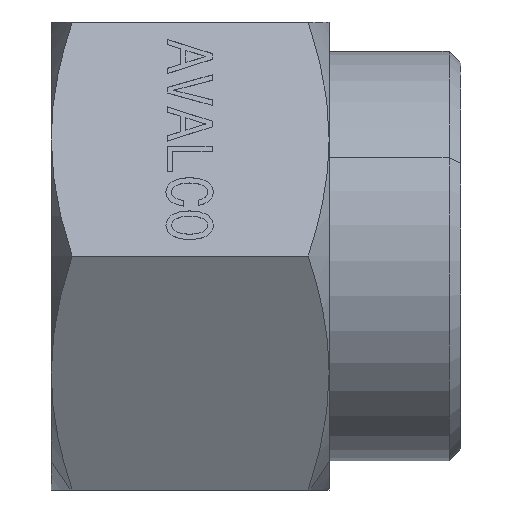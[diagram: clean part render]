
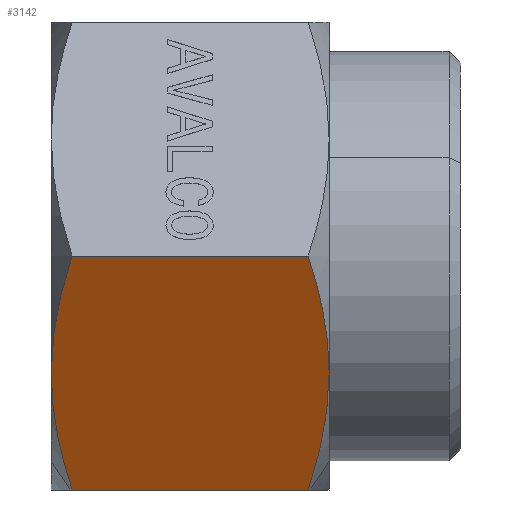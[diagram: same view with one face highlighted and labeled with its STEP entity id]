
A CAD part, left-side view. The second image highlights one B-rep face of the part: STEP entity #3142.
In plain terms, the highlighted planar face has unit normal (-0.866, 0, -0.5).
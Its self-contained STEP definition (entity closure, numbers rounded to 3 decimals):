
#197=CARTESIAN_POINT('Vertex',(-9.238,26.571,-16.)) ;
#272=CARTESIAN_POINT('Vertex',(-9.238,10.429,-16.)) ;
#275=CARTESIAN_POINT('Line Origine',(-9.238,18.5,-16.)) ;
#1074=CARTESIAN_POINT('Vertex',(-13.856,9.,-8.)) ;
#1078=CARTESIAN_POINT('Control Point',(-13.856,9.,-8.)) ;
#1079=CARTESIAN_POINT('Control Point',(-12.715,9.,-9.977)) ;
#1080=CARTESIAN_POINT('Control Point',(-11.574,9.251,-11.954)) ;
#1081=CARTESIAN_POINT('Control Point',(-10.408,9.754,-13.973)) ;
#1082=CARTESIAN_POINT('Control Point',(-9.238,10.429,-16.)) ;
#1149=CARTESIAN_POINT('Vertex',(-18.475,10.429,0.)) ;
#1153=CARTESIAN_POINT('Control Point',(-18.475,10.429,0.)) ;
#1154=CARTESIAN_POINT('Control Point',(-17.305,9.754,-2.027)) ;
#1155=CARTESIAN_POINT('Control Point',(-16.139,9.251,-4.046)) ;
#1156=CARTESIAN_POINT('Control Point',(-14.998,9.,-6.023)) ;
#1157=CARTESIAN_POINT('Control Point',(-13.856,9.,-8.)) ;
#1169=CARTESIAN_POINT('Vertex',(-13.856,28.,-8.)) ;
#1173=CARTESIAN_POINT('Control Point',(-13.856,28.,-8.)) ;
#1174=CARTESIAN_POINT('Control Point',(-15.,28.,-6.02)) ;
#1175=CARTESIAN_POINT('Control Point',(-16.142,27.748,-4.041)) ;
#1176=CARTESIAN_POINT('Control Point',(-17.308,27.245,-2.022)) ;
#1177=CARTESIAN_POINT('Control Point',(-18.475,26.571,0.)) ;
#1178=CARTESIAN_POINT('Vertex',(-18.475,26.571,0.)) ;
#1236=CARTESIAN_POINT('Control Point',(-9.238,26.571,-16.)) ;
#1237=CARTESIAN_POINT('Control Point',(-10.405,27.245,-13.978)) ;
#1238=CARTESIAN_POINT('Control Point',(-11.571,27.748,-11.959)) ;
#1239=CARTESIAN_POINT('Control Point',(-12.713,28.,-9.98)) ;
#1240=CARTESIAN_POINT('Control Point',(-13.856,28.,-8.)) ;
#1371=CARTESIAN_POINT('Line Origine',(-18.475,18.5,0.)) ;
#3129=CARTESIAN_POINT('Axis2P3D Location',(-18.475,9.,0.)) ;
#276=DIRECTION('Vector Direction',(0.,1.,0.)) ;
#1372=DIRECTION('Vector Direction',(0.,1.,0.)) ;
#3130=DIRECTION('Axis2P3D Direction',(0.866,-0.,0.5)) ;
#3131=DIRECTION('Axis2P3D XDirection',(0.5,-0.,-0.866)) ;
#3132=AXIS2_PLACEMENT_3D('Plane Axis2P3D',#3129,#3130,#3131) ;
#3135=ORIENTED_EDGE('',*,*,#1180,.F.) ;
#3136=ORIENTED_EDGE('',*,*,#1241,.F.) ;
#3137=ORIENTED_EDGE('',*,*,#279,.F.) ;
#3138=ORIENTED_EDGE('',*,*,#1083,.F.) ;
#3139=ORIENTED_EDGE('',*,*,#1158,.F.) ;
#3140=ORIENTED_EDGE('',*,*,#1375,.T.) ;
#277=VECTOR('Line Direction',#276,1.) ;
#1373=VECTOR('Line Direction',#1372,1.) ;
#3142=ADVANCED_FACE('Corps principal',(#3141),#3133,.F.) ;
#1077=B_SPLINE_CURVE_WITH_KNOTS('',4,(#1078,#1079,#1080,#1081,#1082),.UNSPECIFIED.,.F.,.U.,(5,5),(13.527,27.053),.UNSPECIFIED.) ;
#1152=B_SPLINE_CURVE_WITH_KNOTS('',4,(#1153,#1154,#1155,#1156,#1157),.UNSPECIFIED.,.F.,.U.,(5,5),(0.,13.527),.UNSPECIFIED.) ;
#1172=B_SPLINE_CURVE_WITH_KNOTS('',4,(#1173,#1174,#1175,#1176,#1177),.UNSPECIFIED.,.F.,.U.,(5,5),(13.425,26.85),.UNSPECIFIED.) ;
#1235=B_SPLINE_CURVE_WITH_KNOTS('',4,(#1236,#1237,#1238,#1239,#1240),.UNSPECIFIED.,.F.,.U.,(5,5),(0.,13.425),.UNSPECIFIED.) ;
#279=EDGE_CURVE('',#273,#198,#278,.T.) ;
#1083=EDGE_CURVE('',#1075,#273,#1077,.T.) ;
#1158=EDGE_CURVE('',#1150,#1075,#1152,.T.) ;
#1180=EDGE_CURVE('',#1170,#1179,#1172,.T.) ;
#1241=EDGE_CURVE('',#198,#1170,#1235,.T.) ;
#1375=EDGE_CURVE('',#1150,#1179,#1374,.T.) ;
#3134=EDGE_LOOP('',(#3135,#3136,#3137,#3138,#3139,#3140)) ;
#3141=FACE_OUTER_BOUND('',#3134,.T.) ;
#278=LINE('Line',#275,#277) ;
#1374=LINE('Line',#1371,#1373) ;
#3133=PLANE('',#3132) ;
#198=VERTEX_POINT('',#197) ;
#273=VERTEX_POINT('',#272) ;
#1075=VERTEX_POINT('',#1074) ;
#1150=VERTEX_POINT('',#1149) ;
#1170=VERTEX_POINT('',#1169) ;
#1179=VERTEX_POINT('',#1178) ;
